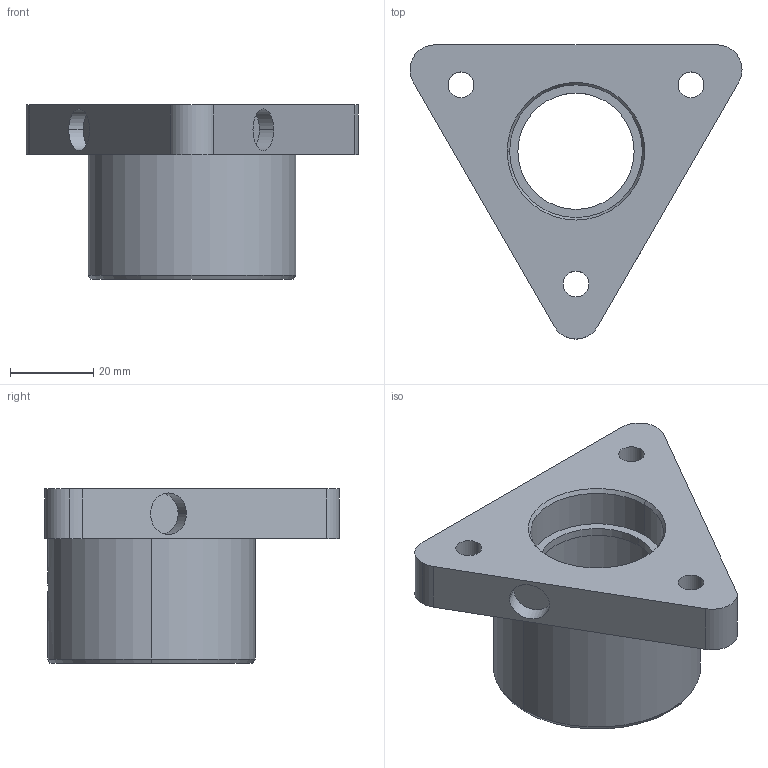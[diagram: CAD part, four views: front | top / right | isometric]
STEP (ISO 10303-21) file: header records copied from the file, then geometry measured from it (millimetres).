
FILE_DESCRIPTION (( 'STEP AP214' ), '1' );
FILE_NAME ('RICCI_USI_003.STEP', '2019-06-20T14:15:12', ( '' ), ( '' ), 'SwSTEP 2.0', 'SolidWorks 2018', '' );
FILE_SCHEMA (( 'AUTOMOTIVE_DESIGN' ));
Length unit declared in the file: millimetre
Products named in the file (1): RICCI_USI_003
Bounding box: 80 x 70.89 x 42 mm (x, y, z)
Volume: 53423.1 mm3; surface area: 18616.6 mm2
Topology: 1 solids, 1 shells, 43 faces, 99 edges, 64 vertices
Faces by surface type: cylinder 26, plane 11, cone 6
Entity records: 1433 total; most frequent: CARTESIAN_POINT 333, DIRECTION 237, ORIENTED_EDGE 198, EDGE_CURVE 99, AXIS2_PLACEMENT_3D 98, VERTEX_POINT 64, EDGE_LOOP 59, CIRCLE 54
